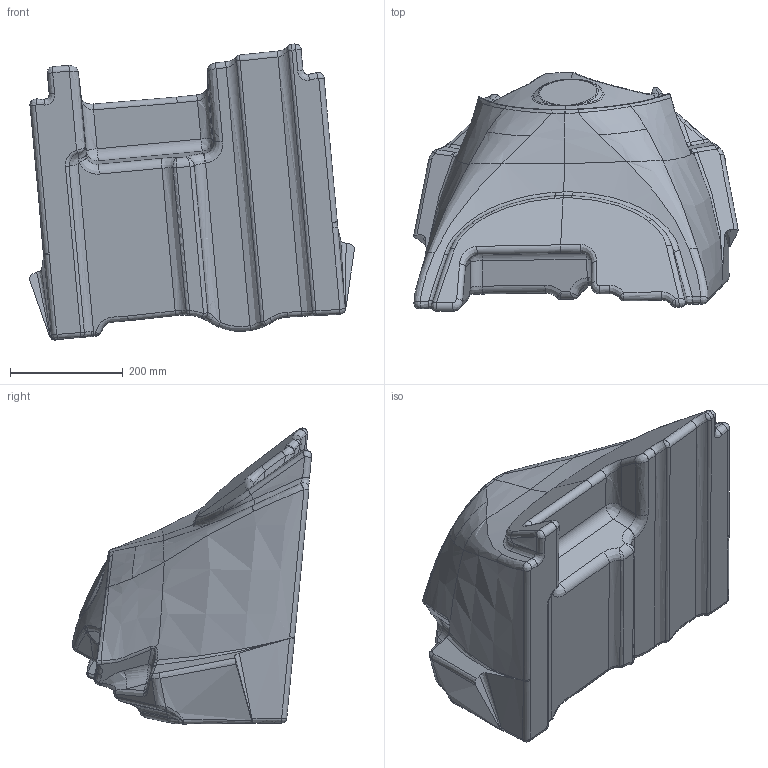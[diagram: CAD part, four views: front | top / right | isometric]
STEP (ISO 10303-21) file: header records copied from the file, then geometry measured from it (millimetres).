
FILE_DESCRIPTION((''),'2;1');
FILE_NAME('FINAL_TANK.stp','2004-07-15T14:16:55',('User'),('SDRC'), 'I-DEAS Master Series 9','UNIX','Yes');
FILE_SCHEMA(('CONFIG_CONTROL_DESIGN', 'GEOMETRIC_VALIDATION_PROPERTIES_MIM','SHAPE_APPEARANCE_LAYER_MIM'));
Length unit declared in the file: millimetre
Bounding box: 576.13 x 424.22 x 525.32 mm (x, y, z)
Volume: 48227029.2 mm3; surface area: 922056.6 mm2
Topology: 1 solids, 1 shells, 399 faces, 987 edges, 557 vertices
Faces by surface type: bspline 399
Entity records: 30259 total; most frequent: CARTESIAN_POINT 24662, ORIENTED_EDGE 1908, EDGE_CURVE 954, B_SPLINE_CURVE_WITH_KNOTS 719, VERTEX_POINT 557, EDGE_LOOP 399, FACE_OUTER_BOUND 399, ADVANCED_FACE 399
